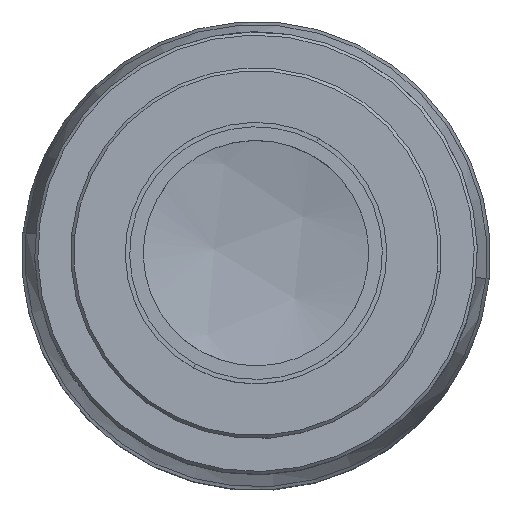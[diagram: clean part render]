
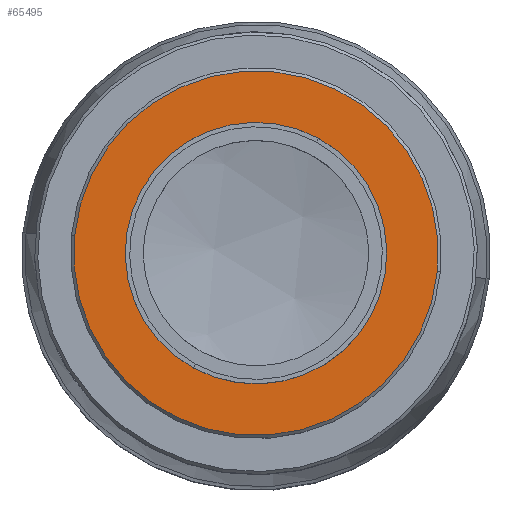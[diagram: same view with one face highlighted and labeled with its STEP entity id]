
A CAD part, top view. The second image highlights one B-rep face of the part: STEP entity #65495.
In plain terms, the highlighted planar face has unit normal (0, 0, 1).
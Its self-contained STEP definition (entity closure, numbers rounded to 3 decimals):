
#369 = EDGE_CURVE ( 'NONE', #26610, #51257, #68312, .T. ) ;
#806 = FACE_OUTER_BOUND ( 'NONE', #14305, .T. ) ;
#896 = CARTESIAN_POINT ( 'NONE',  ( 0., 0., 89.779 ) ) ;
#3127 = EDGE_LOOP ( 'NONE', ( #9429, #19183 ) ) ;
#4135 = CARTESIAN_POINT ( 'NONE',  ( 0., 0., 89.779 ) ) ;
#6744 = ORIENTED_EDGE ( 'NONE', *, *, #369, .F. ) ;
#9032 = CARTESIAN_POINT ( 'NONE',  ( 0., 0., 89.779 ) ) ;
#9429 = ORIENTED_EDGE ( 'NONE', *, *, #67282, .F. ) ;
#14305 = EDGE_LOOP ( 'NONE', ( #17931, #6744 ) ) ;
#14599 = DIRECTION ( 'NONE',  ( -0.995, 0.098, 0. ) ) ;
#15330 = EDGE_CURVE ( 'NONE', #57092, #41190, #51807, .T. ) ;
#16765 = CIRCLE ( 'NONE', #62417, 12.3 ) ;
#17931 = ORIENTED_EDGE ( 'NONE', *, *, #50216, .F. ) ;
#19183 = ORIENTED_EDGE ( 'NONE', *, *, #15330, .F. ) ;
#22716 = DIRECTION ( 'NONE',  ( 0., 0., 1. ) ) ;
#26610 = VERTEX_POINT ( 'NONE', #52361 ) ;
#30459 = CIRCLE ( 'NONE', #68956, 17.7 ) ;
#32092 = PLANE ( 'NONE',  #33733 ) ;
#32122 = FACE_BOUND ( 'NONE', #3127, .T. ) ;
#33733 = AXIS2_PLACEMENT_3D ( 'NONE', #4135, #43333, #66276 ) ;
#33883 = CARTESIAN_POINT ( 'NONE',  ( -17.614, 1.743, 89.779 ) ) ;
#37784 = DIRECTION ( 'NONE',  ( 0., 0., -1. ) ) ;
#39388 = DIRECTION ( 'NONE',  ( -0.995, 0.098, 0. ) ) ;
#41190 = VERTEX_POINT ( 'NONE', #54641 ) ;
#43333 = DIRECTION ( 'NONE',  ( 0., 0., -1. ) ) ;
#45412 = DIRECTION ( 'NONE',  ( -0.995, 0.098, 0. ) ) ;
#48971 = DIRECTION ( 'NONE',  ( -0.995, 0.098, 0. ) ) ;
#50216 = EDGE_CURVE ( 'NONE', #51257, #26610, #30459, .T. ) ;
#51257 = VERTEX_POINT ( 'NONE', #33883 ) ;
#51807 = CIRCLE ( 'NONE', #60131, 12.3 ) ;
#52361 = CARTESIAN_POINT ( 'NONE',  ( 17.614, -1.743, 89.779 ) ) ;
#54641 = CARTESIAN_POINT ( 'NONE',  ( -12.24, 1.211, 89.779 ) ) ;
#56713 = DIRECTION ( 'NONE',  ( 0., 0., 1. ) ) ;
#57092 = VERTEX_POINT ( 'NONE', #58559 ) ;
#58559 = CARTESIAN_POINT ( 'NONE',  ( 12.24, -1.211, 89.779 ) ) ;
#60131 = AXIS2_PLACEMENT_3D ( 'NONE', #62582, #56713, #39388 ) ;
#62417 = AXIS2_PLACEMENT_3D ( 'NONE', #896, #22716, #45412 ) ;
#62582 = CARTESIAN_POINT ( 'NONE',  ( 0., 0., 89.779 ) ) ;
#65152 = CARTESIAN_POINT ( 'NONE',  ( 0., 0., 89.779 ) ) ;
#65495 = ADVANCED_FACE ( 'NONE', ( #806, #32122 ), #32092, .F. ) ;
#65811 = AXIS2_PLACEMENT_3D ( 'NONE', #65152, #37784, #48971 ) ;
#66276 = DIRECTION ( 'NONE',  ( -0.995, 0.098, 0. ) ) ;
#67282 = EDGE_CURVE ( 'NONE', #41190, #57092, #16765, .T. ) ;
#68312 = CIRCLE ( 'NONE', #65811, 17.7 ) ;
#68956 = AXIS2_PLACEMENT_3D ( 'NONE', #9032, #69517, #14599 ) ;
#69517 = DIRECTION ( 'NONE',  ( 0., 0., -1. ) ) ;
